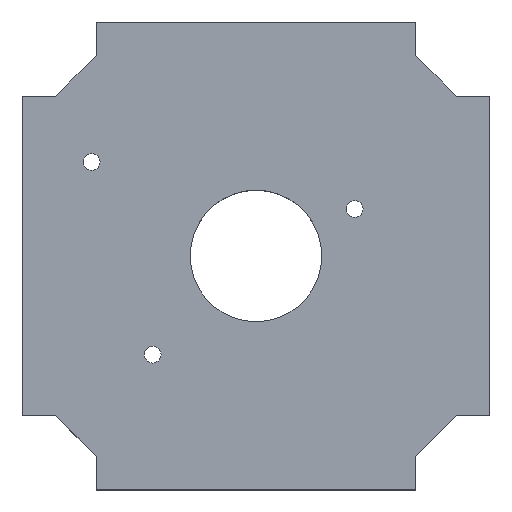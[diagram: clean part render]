
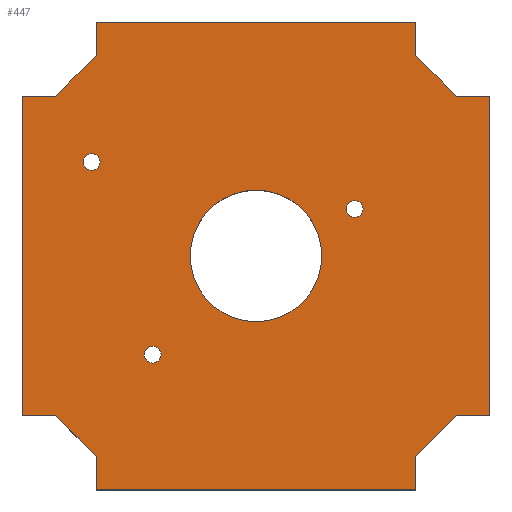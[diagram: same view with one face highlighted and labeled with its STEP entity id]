
A CAD part, top view. The second image highlights one B-rep face of the part: STEP entity #447.
In plain terms, the highlighted planar face has unit normal (0, 0, 1).
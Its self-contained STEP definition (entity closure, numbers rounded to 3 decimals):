
#15=FACE_BOUND('',#82,.T.);
#16=FACE_BOUND('',#83,.T.);
#17=FACE_BOUND('',#84,.T.);
#18=FACE_BOUND('',#85,.T.);
#37=PLANE('',#497);
#59=FACE_OUTER_BOUND('',#81,.T.);
#81=EDGE_LOOP('',(#377,#378,#379,#380,#381,#382,#383,#384,#385,#386,#387,
#388,#389,#390,#391,#392));
#82=EDGE_LOOP('',(#393));
#83=EDGE_LOOP('',(#394));
#84=EDGE_LOOP('',(#395));
#85=EDGE_LOOP('',(#396));
#99=LINE('',#647,#151);
#103=LINE('',#654,#155);
#106=LINE('',#660,#158);
#109=LINE('',#668,#161);
#112=LINE('',#674,#164);
#116=LINE('',#681,#168);
#119=LINE('',#689,#171);
#123=LINE('',#696,#175);
#126=LINE('',#702,#178);
#129=LINE('',#710,#181);
#132=LINE('',#716,#184);
#136=LINE('',#723,#188);
#138=LINE('',#726,#190);
#140=LINE('',#729,#192);
#141=LINE('',#731,#193);
#142=LINE('',#732,#194);
#151=VECTOR('',#535,10.);
#155=VECTOR('',#541,10.);
#158=VECTOR('',#546,10.);
#161=VECTOR('',#551,10.);
#164=VECTOR('',#556,10.);
#168=VECTOR('',#562,10.);
#171=VECTOR('',#567,10.);
#175=VECTOR('',#573,10.);
#178=VECTOR('',#578,10.);
#181=VECTOR('',#583,10.);
#184=VECTOR('',#588,10.);
#188=VECTOR('',#594,10.);
#190=VECTOR('',#598,10.);
#192=VECTOR('',#602,10.);
#193=VECTOR('',#605,10.);
#194=VECTOR('',#606,10.);
#198=CIRCLE('',#473,0.9);
#200=CIRCLE('',#476,0.9);
#202=CIRCLE('',#479,0.9);
#204=CIRCLE('',#482,7.);
#206=VERTEX_POINT('',#619);
#208=VERTEX_POINT('',#625);
#210=VERTEX_POINT('',#631);
#212=VERTEX_POINT('',#637);
#215=VERTEX_POINT('',#644);
#216=VERTEX_POINT('',#646);
#218=VERTEX_POINT('',#652);
#220=VERTEX_POINT('',#658);
#223=VERTEX_POINT('',#665);
#224=VERTEX_POINT('',#667);
#226=VERTEX_POINT('',#673);
#228=VERTEX_POINT('',#679);
#231=VERTEX_POINT('',#686);
#232=VERTEX_POINT('',#688);
#234=VERTEX_POINT('',#694);
#236=VERTEX_POINT('',#700);
#239=VERTEX_POINT('',#707);
#240=VERTEX_POINT('',#709);
#242=VERTEX_POINT('',#715);
#244=VERTEX_POINT('',#721);
#247=EDGE_CURVE('',#206,#206,#198,.T.);
#250=EDGE_CURVE('',#208,#208,#200,.T.);
#253=EDGE_CURVE('',#210,#210,#202,.T.);
#256=EDGE_CURVE('',#212,#212,#204,.T.);
#259=EDGE_CURVE('',#215,#216,#99,.T.);
#263=EDGE_CURVE('',#218,#215,#103,.T.);
#266=EDGE_CURVE('',#220,#218,#106,.T.);
#269=EDGE_CURVE('',#224,#223,#109,.T.);
#272=EDGE_CURVE('',#226,#224,#112,.T.);
#276=EDGE_CURVE('',#223,#228,#116,.T.);
#279=EDGE_CURVE('',#232,#231,#119,.T.);
#283=EDGE_CURVE('',#231,#234,#123,.T.);
#286=EDGE_CURVE('',#234,#236,#126,.T.);
#289=EDGE_CURVE('',#240,#239,#129,.T.);
#292=EDGE_CURVE('',#242,#240,#132,.T.);
#296=EDGE_CURVE('',#239,#244,#136,.T.);
#298=EDGE_CURVE('',#236,#216,#138,.T.);
#300=EDGE_CURVE('',#244,#232,#140,.T.);
#301=EDGE_CURVE('',#228,#242,#141,.T.);
#302=EDGE_CURVE('',#226,#220,#142,.T.);
#377=ORIENTED_EDGE('',*,*,#301,.T.);
#378=ORIENTED_EDGE('',*,*,#292,.T.);
#379=ORIENTED_EDGE('',*,*,#289,.T.);
#380=ORIENTED_EDGE('',*,*,#296,.T.);
#381=ORIENTED_EDGE('',*,*,#300,.T.);
#382=ORIENTED_EDGE('',*,*,#279,.T.);
#383=ORIENTED_EDGE('',*,*,#283,.T.);
#384=ORIENTED_EDGE('',*,*,#286,.T.);
#385=ORIENTED_EDGE('',*,*,#298,.T.);
#386=ORIENTED_EDGE('',*,*,#259,.F.);
#387=ORIENTED_EDGE('',*,*,#263,.F.);
#388=ORIENTED_EDGE('',*,*,#266,.F.);
#389=ORIENTED_EDGE('',*,*,#302,.F.);
#390=ORIENTED_EDGE('',*,*,#272,.T.);
#391=ORIENTED_EDGE('',*,*,#269,.T.);
#392=ORIENTED_EDGE('',*,*,#276,.T.);
#393=ORIENTED_EDGE('',*,*,#247,.T.);
#394=ORIENTED_EDGE('',*,*,#250,.T.);
#395=ORIENTED_EDGE('',*,*,#253,.T.);
#396=ORIENTED_EDGE('',*,*,#256,.T.);
#447=ADVANCED_FACE('',(#59,#15,#16,#17,#18),#37,.T.);
#473=AXIS2_PLACEMENT_3D('',#621,#508,#509);
#476=AXIS2_PLACEMENT_3D('',#627,#515,#516);
#479=AXIS2_PLACEMENT_3D('',#633,#522,#523);
#482=AXIS2_PLACEMENT_3D('',#639,#529,#530);
#497=AXIS2_PLACEMENT_3D('',#730,#603,#604);
#508=DIRECTION('center_axis',(0.,0.,-1.));
#509=DIRECTION('ref_axis',(-1.,0.,0.));
#515=DIRECTION('center_axis',(0.,0.,-1.));
#516=DIRECTION('ref_axis',(-1.,0.,0.));
#522=DIRECTION('center_axis',(0.,0.,-1.));
#523=DIRECTION('ref_axis',(-1.,0.,0.));
#529=DIRECTION('center_axis',(0.,0.,-1.));
#530=DIRECTION('ref_axis',(-1.,0.,0.));
#535=DIRECTION('',(-1.,0.,0.));
#541=DIRECTION('',(-0.707,0.707,0.));
#546=DIRECTION('',(0.,1.,0.));
#551=DIRECTION('',(0.707,0.707,0.));
#556=DIRECTION('',(0.,1.,0.));
#562=DIRECTION('',(1.,0.,0.));
#567=DIRECTION('',(0.,-1.,0.));
#573=DIRECTION('',(-0.707,-0.707,0.));
#578=DIRECTION('',(-1.,0.,0.));
#583=DIRECTION('',(-0.707,0.707,0.));
#588=DIRECTION('',(-1.,0.,0.));
#594=DIRECTION('',(0.,1.,0.));
#598=DIRECTION('',(0.,-1.,0.));
#602=DIRECTION('',(-1.,0.,0.));
#603=DIRECTION('center_axis',(0.,0.,1.));
#604=DIRECTION('ref_axis',(1.,0.,0.));
#605=DIRECTION('',(0.,1.,0.));
#606=DIRECTION('',(-1.,0.,0.));
#619=CARTESIAN_POINT('',(-37.53,30.93,20.));
#621=CARTESIAN_POINT('Origin',(-38.43,30.93,20.));
#625=CARTESIAN_POINT('',(-9.53,25.93,20.));
#627=CARTESIAN_POINT('Origin',(-10.43,25.93,20.));
#631=CARTESIAN_POINT('',(-31.03,10.43,20.));
#633=CARTESIAN_POINT('Origin',(-31.93,10.43,20.));
#637=CARTESIAN_POINT('',(-13.93,20.93,20.));
#639=CARTESIAN_POINT('Origin',(-20.93,20.93,20.));
#644=CARTESIAN_POINT('',(-42.255,3.93,20.));
#646=CARTESIAN_POINT('',(-45.83,3.93,20.));
#647=CARTESIAN_POINT('',(-42.255,3.93,20.));
#652=CARTESIAN_POINT('',(-37.93,-0.395,20.));
#654=CARTESIAN_POINT('',(-37.93,-0.395,20.));
#658=CARTESIAN_POINT('',(-37.93,-3.97,20.));
#660=CARTESIAN_POINT('',(-37.93,-4.17,20.));
#665=CARTESIAN_POINT('',(0.395,3.93,20.));
#667=CARTESIAN_POINT('',(-3.971,-0.437,20.));
#668=CARTESIAN_POINT('',(-3.971,-0.437,20.));
#673=CARTESIAN_POINT('',(-3.971,-3.97,20.));
#674=CARTESIAN_POINT('',(-3.971,-4.17,20.));
#679=CARTESIAN_POINT('',(3.97,3.93,20.));
#681=CARTESIAN_POINT('',(0.395,3.93,20.));
#686=CARTESIAN_POINT('',(-37.93,42.255,20.));
#688=CARTESIAN_POINT('',(-37.93,45.83,20.));
#689=CARTESIAN_POINT('',(-37.93,46.03,20.));
#694=CARTESIAN_POINT('',(-42.255,37.93,20.));
#696=CARTESIAN_POINT('',(-37.93,42.255,20.));
#700=CARTESIAN_POINT('',(-45.83,37.93,20.));
#702=CARTESIAN_POINT('',(-42.255,37.93,20.));
#707=CARTESIAN_POINT('',(-3.93,42.255,20.));
#709=CARTESIAN_POINT('',(0.395,37.93,20.));
#710=CARTESIAN_POINT('',(0.395,37.93,20.));
#715=CARTESIAN_POINT('',(3.97,37.93,20.));
#716=CARTESIAN_POINT('',(4.17,37.93,20.));
#721=CARTESIAN_POINT('',(-3.93,45.83,20.));
#723=CARTESIAN_POINT('',(-3.93,42.255,20.));
#726=CARTESIAN_POINT('',(-45.83,37.93,20.));
#729=CARTESIAN_POINT('',(-3.93,45.83,20.));
#730=CARTESIAN_POINT('Origin',(2.141,20.93,20.));
#731=CARTESIAN_POINT('',(3.97,3.93,20.));
#732=CARTESIAN_POINT('',(-37.73,-3.97,20.));
